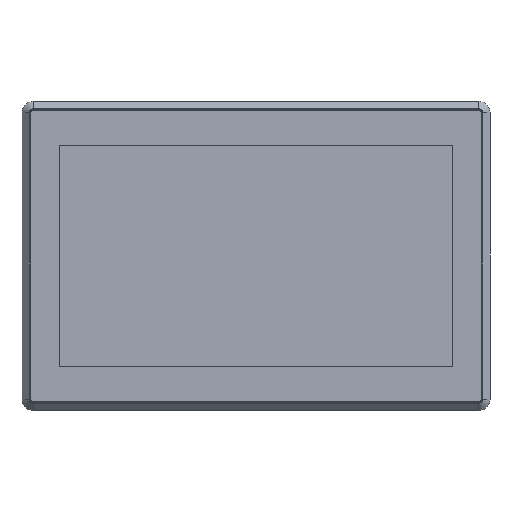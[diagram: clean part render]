
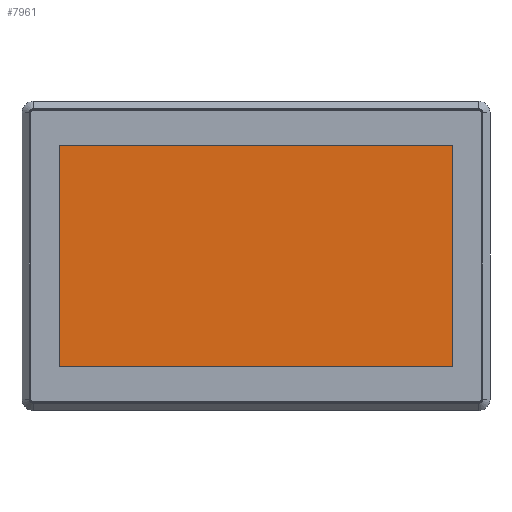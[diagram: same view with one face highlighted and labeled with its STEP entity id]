
A CAD part, top view. The second image highlights one B-rep face of the part: STEP entity #7961.
In plain terms, the highlighted face is planar.
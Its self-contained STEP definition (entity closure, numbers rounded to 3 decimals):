
#6609=FACE_OUTER_BOUND('',#14668,.T.);
#7961=ADVANCED_FACE('',(#6609),#9200,.T.);
#9200=PLANE('',#31996);
#11062=LINE('',#40970,#12661);
#11065=LINE('',#40976,#12664);
#11067=LINE('',#40980,#12666);
#11068=LINE('',#40982,#12667);
#12661=VECTOR('',#35159,1.);
#12664=VECTOR('',#35164,1.);
#12666=VECTOR('',#35168,1.);
#12667=VECTOR('',#35171,1.);
#14668=EDGE_LOOP('',(#17996,#17997,#17998,#17999));
#17996=ORIENTED_EDGE('',*,*,#26113,.F.);
#17997=ORIENTED_EDGE('',*,*,#26116,.F.);
#17998=ORIENTED_EDGE('',*,*,#26118,.F.);
#17999=ORIENTED_EDGE('',*,*,#26119,.F.);
#23444=VERTEX_POINT('',#40969);
#23445=VERTEX_POINT('',#40971);
#23446=VERTEX_POINT('',#40975);
#23447=VERTEX_POINT('',#40979);
#26113=EDGE_CURVE('',#23444,#23445,#11062,.T.);
#26116=EDGE_CURVE('',#23446,#23444,#11065,.T.);
#26118=EDGE_CURVE('',#23447,#23446,#11067,.T.);
#26119=EDGE_CURVE('',#23445,#23447,#11068,.T.);
#31996=AXIS2_PLACEMENT_3D('',#40984,#35174,#35175);
#35159=DIRECTION('',(0.,0.,1.));
#35164=DIRECTION('',(-1.,0.,0.));
#35168=DIRECTION('',(0.,0.,-1.));
#35171=DIRECTION('',(1.,0.,0.));
#35174=DIRECTION('',(0.,-1.,0.));
#35175=DIRECTION('',(0.,0.,-1.));
#40969=CARTESIAN_POINT('',(-173.,-39.182,-59.25));
#40970=CARTESIAN_POINT('',(-173.,-39.182,135.75));
#40971=CARTESIAN_POINT('',(-173.,-39.182,135.75));
#40975=CARTESIAN_POINT('',(173.,-39.182,-59.25));
#40976=CARTESIAN_POINT('',(-173.,-39.182,-59.25));
#40979=CARTESIAN_POINT('',(173.,-39.182,135.75));
#40980=CARTESIAN_POINT('',(173.,-39.182,-59.25));
#40982=CARTESIAN_POINT('',(173.,-39.182,135.75));
#40984=CARTESIAN_POINT('',(0.,-39.182,0.));
